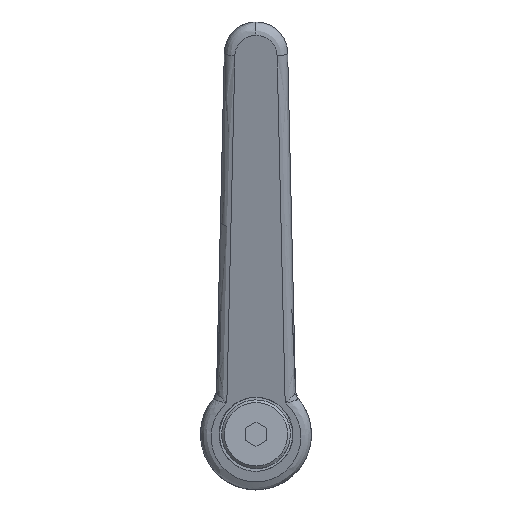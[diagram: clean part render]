
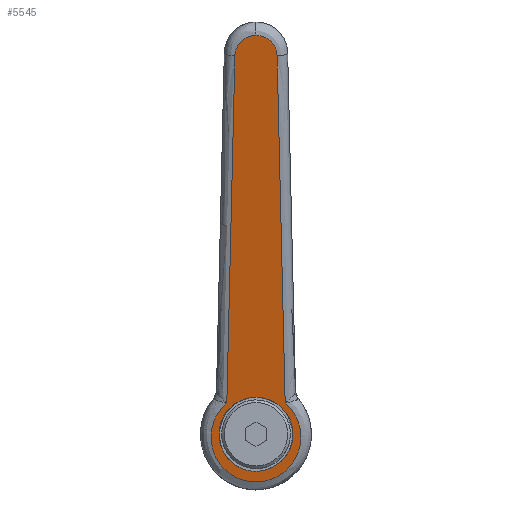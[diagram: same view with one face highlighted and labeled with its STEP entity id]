
A CAD part, top view. The second image highlights one B-rep face of the part: STEP entity #5545.
In plain terms, the highlighted free-form (B-spline) face has degree [1, 1] with [2, 2] control points.
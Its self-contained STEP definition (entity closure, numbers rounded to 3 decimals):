
#2037=CARTESIAN_POINT('',(5.161,4.729,27.862));
#2038=VERTEX_POINT('',#2037);
#2044=CARTESIAN_POINT('',(-7.0,0.0,24.564));
#2045=VERTEX_POINT('',#2044);
#2046=CARTESIAN_POINT('',(5.161,4.729,27.862));
#2047=CARTESIAN_POINT('',(3.08,7.0,27.297));
#2048=CARTESIAN_POINT('',(0.,7.0,26.462));
#2049=CARTESIAN_POINT('',(-7.,7.,24.564));
#2050=CARTESIAN_POINT('',(-7.0,0.0,24.564));
#2058=(BOUNDED_CURVE()B_SPLINE_CURVE(2,(#2046,#2047,#2048,#2049,#2050),.UNSPECIFIED.,.F.,.U.)B_SPLINE_CURVE_WITH_KNOTS((3,2,3),(0.618,0.75,1.0),.UNSPECIFIED.)CURVE()GEOMETRIC_REPRESENTATION_ITEM()RATIONAL_B_SPLINE_CURVE((0.854,0.846,1.0,0.707,1.0))REPRESENTATION_ITEM(''));
#2059=EDGE_CURVE('',#2038,#2045,#2058,.T.);
#2061=CARTESIAN_POINT('',(5.017,-4.882,27.822));
#2062=VERTEX_POINT('',#2061);
#2063=CARTESIAN_POINT('',(-7.0,0.0,24.564));
#2064=CARTESIAN_POINT('',(-7.,-7.,24.564));
#2065=CARTESIAN_POINT('',(0.,-7.,26.462));
#2066=CARTESIAN_POINT('',(2.955,-7.,27.264));
#2067=CARTESIAN_POINT('',(5.017,-4.882,27.822));
#2075=(BOUNDED_CURVE()B_SPLINE_CURVE(2,(#2063,#2064,#2065,#2066,#2067),.UNSPECIFIED.,.F.,.U.)B_SPLINE_CURVE_WITH_KNOTS((3,2,3),(0.0,0.25,0.377),.UNSPECIFIED.)CURVE()GEOMETRIC_REPRESENTATION_ITEM()RATIONAL_B_SPLINE_CURVE((1.0,0.707,1.0,0.851,0.854))REPRESENTATION_ITEM(''));
#2076=EDGE_CURVE('',#2045,#2062,#2075,.T.);
#2113=CARTESIAN_POINT('',(7.0,0.,28.36));
#2114=VERTEX_POINT('',#2113);
#2115=CARTESIAN_POINT('',(5.017,-4.882,27.822));
#2116=CARTESIAN_POINT('',(7.,-2.844,28.36));
#2117=CARTESIAN_POINT('',(7.0,0.,28.36));
#2125=(BOUNDED_CURVE()B_SPLINE_CURVE(2,(#2115,#2116,#2117),.UNSPECIFIED.,.F.,.U.)B_SPLINE_CURVE_WITH_KNOTS((3,3),(0.377,0.5),.UNSPECIFIED.)CURVE()GEOMETRIC_REPRESENTATION_ITEM()RATIONAL_B_SPLINE_CURVE((0.854,0.856,1.0))REPRESENTATION_ITEM(''));
#2126=EDGE_CURVE('',#2062,#2114,#2125,.T.);
#2128=CARTESIAN_POINT('',(7.0,0.,28.36));
#2129=CARTESIAN_POINT('',(7.,2.722,28.36));
#2130=CARTESIAN_POINT('',(5.161,4.729,27.862));
#2138=(BOUNDED_CURVE()B_SPLINE_CURVE(2,(#2128,#2129,#2130),.UNSPECIFIED.,.F.,.U.)B_SPLINE_CURVE_WITH_KNOTS((3,3),(0.5,0.618),.UNSPECIFIED.)CURVE()GEOMETRIC_REPRESENTATION_ITEM()RATIONAL_B_SPLINE_CURVE((1.0,0.861,0.854))REPRESENTATION_ITEM(''));
#2139=EDGE_CURVE('',#2114,#2038,#2138,.T.);
#4567=CARTESIAN_POINT('',(5.94,-5.52,28.073));
#4568=VERTEX_POINT('',#4567);
#4817=CARTESIAN_POINT('',(5.94,5.52,28.073));
#4818=VERTEX_POINT('',#4817);
#5188=CARTESIAN_POINT('',(5.94,5.52,28.073));
#5189=CARTESIAN_POINT('',(2.093,10.025,27.03));
#5190=CARTESIAN_POINT('',(-3.465,7.975,25.522));
#5191=CARTESIAN_POINT('',(-9.023,5.924,24.015));
#5192=CARTESIAN_POINT('',(-9.023,0.,24.015));
#5193=CARTESIAN_POINT('',(-9.023,-5.924,24.015));
#5194=CARTESIAN_POINT('',(-3.465,-7.975,25.522));
#5195=CARTESIAN_POINT('',(2.093,-10.025,27.03));
#5196=CARTESIAN_POINT('',(5.94,-5.52,28.073));
#5204=(BOUNDED_CURVE()B_SPLINE_CURVE(2,(#5188,#5189,#5190,#5191,#5192,#5193,#5194,#5195,#5196),.UNSPECIFIED.,.F.,.U.)B_SPLINE_CURVE_WITH_KNOTS((3,2,2,2,3),(0.0,0.25,0.5,0.75,1.0),.UNSPECIFIED.)CURVE()GEOMETRIC_REPRESENTATION_ITEM()RATIONAL_B_SPLINE_CURVE((1.0,0.82,1.0,0.82,1.0,0.82,1.0,0.82,1.0))REPRESENTATION_ITEM(''));
#5205=EDGE_CURVE('',#4818,#4568,#5204,.T.);
#5234=CARTESIAN_POINT('',(71.569,3.999,45.871));
#5235=VERTEX_POINT('',#5234);
#5236=CARTESIAN_POINT('',(71.569,3.999,45.871));
#5237=CARTESIAN_POINT('',(5.94,5.52,28.073));
#5238=QUASI_UNIFORM_CURVE('',1,(#5236,#5237),.UNSPECIFIED.,.F.,.U.);
#5239=EDGE_CURVE('',#5235,#4818,#5238,.T.);
#5270=CARTESIAN_POINT('',(71.569,-3.999,45.871));
#5271=VERTEX_POINT('',#5270);
#5272=CARTESIAN_POINT('',(5.94,-5.52,28.073));
#5273=CARTESIAN_POINT('',(71.569,-3.999,45.871));
#5274=QUASI_UNIFORM_CURVE('',1,(#5272,#5273),.UNSPECIFIED.,.F.,.U.);
#5275=EDGE_CURVE('',#4568,#5271,#5274,.T.);
#5377=CARTESIAN_POINT('',(75.477,0.0,46.93));
#5378=VERTEX_POINT('',#5377);
#5408=CARTESIAN_POINT('',(75.477,0.0,46.93));
#5409=CARTESIAN_POINT('',(75.477,3.908,46.93));
#5410=CARTESIAN_POINT('',(71.569,3.999,45.871));
#5418=(BOUNDED_CURVE()B_SPLINE_CURVE(2,(#5408,#5409,#5410),.UNSPECIFIED.,.F.,.U.)CURVE()GEOMETRIC_REPRESENTATION_ITEM()QUASI_UNIFORM_CURVE()RATIONAL_B_SPLINE_CURVE((1.0,0.715,1.0))REPRESENTATION_ITEM(''));
#5419=EDGE_CURVE('',#5378,#5235,#5418,.T.);
#5463=CARTESIAN_POINT('',(71.569,-3.999,45.871));
#5464=CARTESIAN_POINT('',(75.477,-3.908,46.93));
#5465=CARTESIAN_POINT('',(75.477,0.0,46.93));
#5473=(BOUNDED_CURVE()B_SPLINE_CURVE(2,(#5463,#5464,#5465),.UNSPECIFIED.,.F.,.U.)CURVE()GEOMETRIC_REPRESENTATION_ITEM()QUASI_UNIFORM_CURVE()RATIONAL_B_SPLINE_CURVE((1.0,0.715,1.0))REPRESENTATION_ITEM(''));
#5474=EDGE_CURVE('',#5271,#5378,#5473,.T.);
#5527=CARTESIAN_POINT('',(79.697,-9.334,48.075));
#5528=CARTESIAN_POINT('',(-13.244,-9.334,22.87));
#5529=CARTESIAN_POINT('',(79.697,9.334,48.075));
#5530=CARTESIAN_POINT('',(-13.244,9.334,22.87));
#5531=B_SPLINE_SURFACE_WITH_KNOTS('',1,1,((#5527,#5529),(#5528,#5530)),.UNSPECIFIED.,.F.,.F.,.U.,(2,2),(2,2),(0.0,96.298),(0.0,18.668),.UNSPECIFIED.);
#5532=ORIENTED_EDGE('',*,*,#5239,.T.);
#5533=ORIENTED_EDGE('',*,*,#5205,.T.);
#5534=ORIENTED_EDGE('',*,*,#5275,.T.);
#5535=ORIENTED_EDGE('',*,*,#5474,.T.);
#5536=ORIENTED_EDGE('',*,*,#5419,.T.);
#5537=EDGE_LOOP('',(#5532,#5533,#5534,#5535,#5536));
#5538=FACE_OUTER_BOUND('',#5537,.T.);
#5539=ORIENTED_EDGE('',*,*,#2139,.F.);
#5540=ORIENTED_EDGE('',*,*,#2126,.F.);
#5541=ORIENTED_EDGE('',*,*,#2076,.F.);
#5542=ORIENTED_EDGE('',*,*,#2059,.F.);
#5543=EDGE_LOOP('',(#5539,#5540,#5541,#5542));
#5544=FACE_BOUND('',#5543,.T.);
#5545=ADVANCED_FACE('',(#5538,#5544),#5531,.F.);
